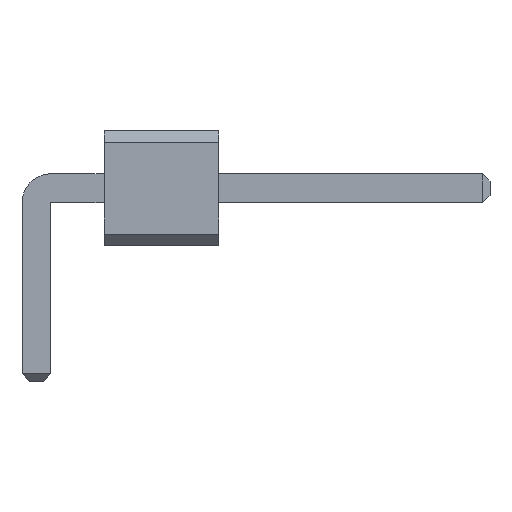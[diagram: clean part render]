
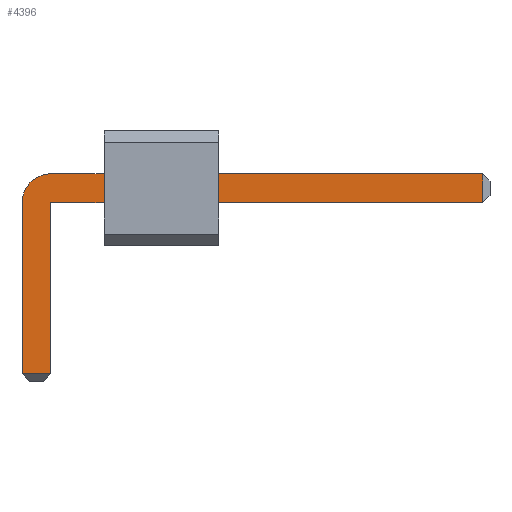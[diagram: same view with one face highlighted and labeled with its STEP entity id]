
A CAD part, front view. The second image highlights one B-rep face of the part: STEP entity #4396.
In plain terms, the highlighted planar face has unit normal (0, -1, 0).
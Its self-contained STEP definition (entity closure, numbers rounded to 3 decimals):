
#13=DIRECTION('',(0.,0.,1.));
#1981=VECTOR('',#13,1.);
#4196=VECTOR('',#4197,1.);
#4197=DIRECTION('',(1.,0.,0.));
#4203=VECTOR('',#4204,1.);
#4204=DIRECTION('',(0.,0.,-1.));
#4211=VECTOR('',#4212,1.);
#4212=DIRECTION('',(-1.,0.,0.));
#4233=DIRECTION('',(-0.,1.,0.));
#4237=DIRECTION('',(0.,1.,0.));
#4238=DIRECTION('',(1.,0.,0.));
#4245=VERTEX_POINT('',#4246);
#4246=CARTESIAN_POINT('',(0.32,-84.14,1.59));
#4248=ORIENTED_EDGE('',*,*,#4249,.T.);
#4249=EDGE_CURVE('',#4245,#4250,#4252,.T.);
#4250=VERTEX_POINT('',#4251);
#4251=CARTESIAN_POINT('',(9.88,-84.14,1.59));
#4252=LINE('',#4253,#4196);
#4253=CARTESIAN_POINT('',(-0.32,-84.14,1.59));
#4291=EDGE_CURVE('',#4292,#4245,#4294,.T.);
#4292=VERTEX_POINT('',#4293);
#4293=CARTESIAN_POINT('',(-0.32,-84.14,0.95));
#4294=CIRCLE('',#4295,0.64);
#4295=AXIS2_PLACEMENT_3D('',#4296,#4233,#4204);
#4296=CARTESIAN_POINT('',(0.32,-84.14,0.95));
#4308=VERTEX_POINT('',#4309);
#4309=CARTESIAN_POINT('',(9.88,-84.14,0.95));
#4311=ORIENTED_EDGE('',*,*,#4312,.T.);
#4312=EDGE_CURVE('',#4308,#4313,#4314,.T.);
#4313=VERTEX_POINT('',#4296);
#4314=LINE('',#4315,#4211);
#4315=CARTESIAN_POINT('',(10.04,-84.14,0.95));
#4327=VERTEX_POINT('',#4328);
#4328=CARTESIAN_POINT('',(-0.32,-84.14,-2.84));
#4330=ORIENTED_EDGE('',*,*,#4331,.T.);
#4331=EDGE_CURVE('',#4327,#4292,#4332,.T.);
#4332=LINE('',#4333,#1981);
#4333=CARTESIAN_POINT('',(-0.32,-84.14,-3.));
#4341=ORIENTED_EDGE('',*,*,#4342,.T.);
#4342=EDGE_CURVE('',#4313,#4343,#4345,.T.);
#4343=VERTEX_POINT('',#4344);
#4344=CARTESIAN_POINT('',(0.32,-84.14,-2.84));
#4345=LINE('',#4296,#4203);
#4396=ADVANCED_FACE('',(#4397),#4406,.F.);
#4397=FACE_BOUND('',#4398,.F.);
#4398=EDGE_LOOP('',(#4248,#4399,#4311,#4341,#4402,#4330,#4405));
#4399=ORIENTED_EDGE('',*,*,#4400,.T.);
#4400=EDGE_CURVE('',#4250,#4308,#4401,.T.);
#4401=LINE('',#4251,#4203);
#4402=ORIENTED_EDGE('',*,*,#4403,.T.);
#4403=EDGE_CURVE('',#4343,#4327,#4404,.T.);
#4404=LINE('',#4344,#4211);
#4405=ORIENTED_EDGE('',*,*,#4291,.T.);
#4406=PLANE('',#4407);
#4407=AXIS2_PLACEMENT_3D('',#4408,#4237,#4238);
#4408=CARTESIAN_POINT('',(3.576,-84.14,0.579));
